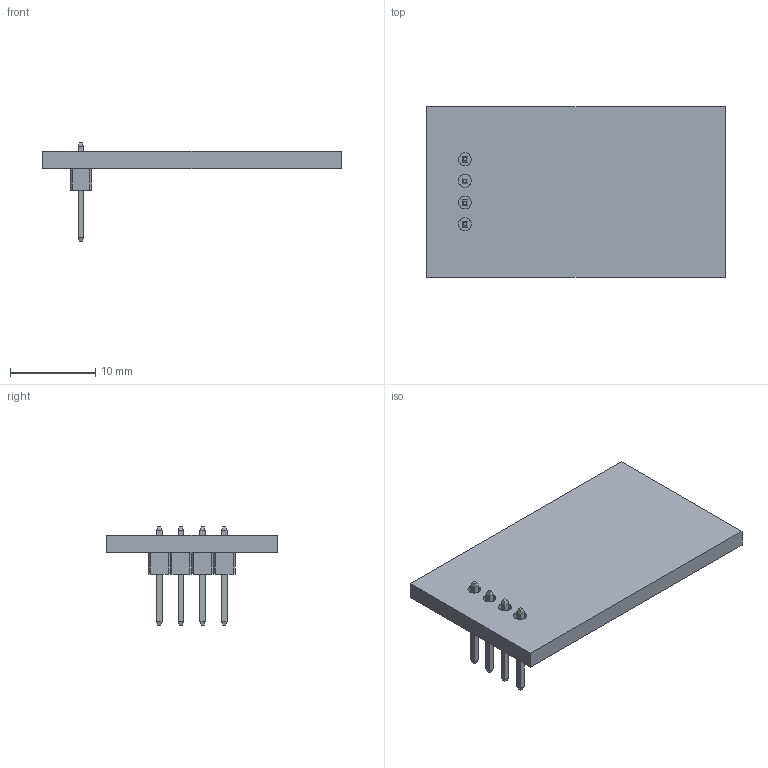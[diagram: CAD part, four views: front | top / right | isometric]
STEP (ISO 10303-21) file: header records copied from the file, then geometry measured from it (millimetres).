
FILE_DESCRIPTION(/* description */ (''),/* implementation_level */ '2;1');
FILE_NAME(/* name */ 'XH711.step',/* time_stamp */ '2023-02-24T22:16:11+01:00',/* author */ (''),/* organization */ (''),/* preprocessor_version */ 'ST-DEVELOPER v19.2',/* originating_system */ 'Autodesk Translation Framework v11.17.0.187',/* authorisation */ '');
FILE_SCHEMA (('AUTOMOTIVE_DESIGN { 1 0 10303 214 3 1 1 }'));
Length unit declared in the file: millimetre
Products named in the file (2): 04x1_Pin_Header_2.54mm; 1x1_Pin_Header_2.54mm
Assembly tree (4 placements, depth 2):
  04x1_Pin_Header_2.54mm
    1x1_Pin_Header_2.54mm  x4
Bounding box: 35 x 20 x 11.5 mm (x, y, z)
Volume: 1464.8 mm3; surface area: 1881.1 mm2
Topology: 5 solids, 5 shells, 122 faces, 280 edges, 176 vertices
Faces by surface type: plane 118, cylinder 4
Full cylindrical faces by diameter (mm): 1.5 x4
Entity records: 1206 total; most frequent: CARTESIAN_POINT 188, DIRECTION 184, ORIENTED_EDGE 176, EDGE_CURVE 88, LINE 80, VECTOR 80, VERTEX_POINT 56, AXIS2_PLACEMENT_3D 52
